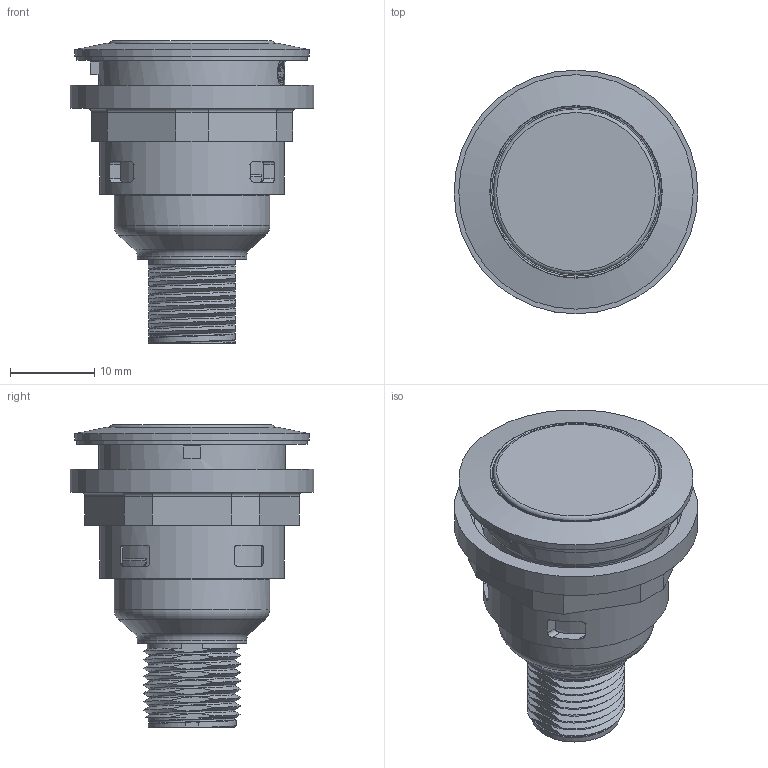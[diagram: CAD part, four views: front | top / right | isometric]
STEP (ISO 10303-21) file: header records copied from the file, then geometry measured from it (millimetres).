
FILE_DESCRIPTION(/* description */ (''),/* implementation_level */ '2;1');
FILE_NAME(/* name */ 'S(SW)(VA)TOI_C008_ipt.stp',/* time_stamp */ '2019-12-09T16:55:48+01:00',/* author */ ('ahoffmann'),/* organization */ (''),/* preprocessor_version */ 'ST-DEVELOPER v17.2',/* originating_system */ 'Autodesk Inventor 2019',/* authorisation */ '');
FILE_SCHEMA (('AUTOMOTIVE_DESIGN { 1 0 10303 214 3 1 1 }'));
Length unit declared in the file: millimetre
Products named in the file (1): S(SW)(VA)TOI_C008_ipt
Bounding box: 29 x 29 x 35.95 mm (x, y, z)
Volume: 10346.5 mm3; surface area: 4853.1 mm2
Topology: 1 solids, 1 shells, 302 faces, 800 edges, 529 vertices
Faces by surface type: plane 148, cylinder 100, bspline 33, torus 11, cone 6, sphere 4
Full cylindrical faces by diameter (mm): 1 x4, 3 x1, 8.3 x1, 13 x1, 18.5 x2, 19.7 x1, 20.05 x1, 22 x2, 22.2 x1, 22.6 x1, 25.35 x1, 27.4 x1, 27.9 x1, 29 x1
Entity records: 15450 total; most frequent: CARTESIAN_POINT 8194, ORIENTED_EDGE 1592, DIRECTION 1364, EDGE_CURVE 796, VERTEX_POINT 529, AXIS2_PLACEMENT_3D 500, LINE 364, VECTOR 364
